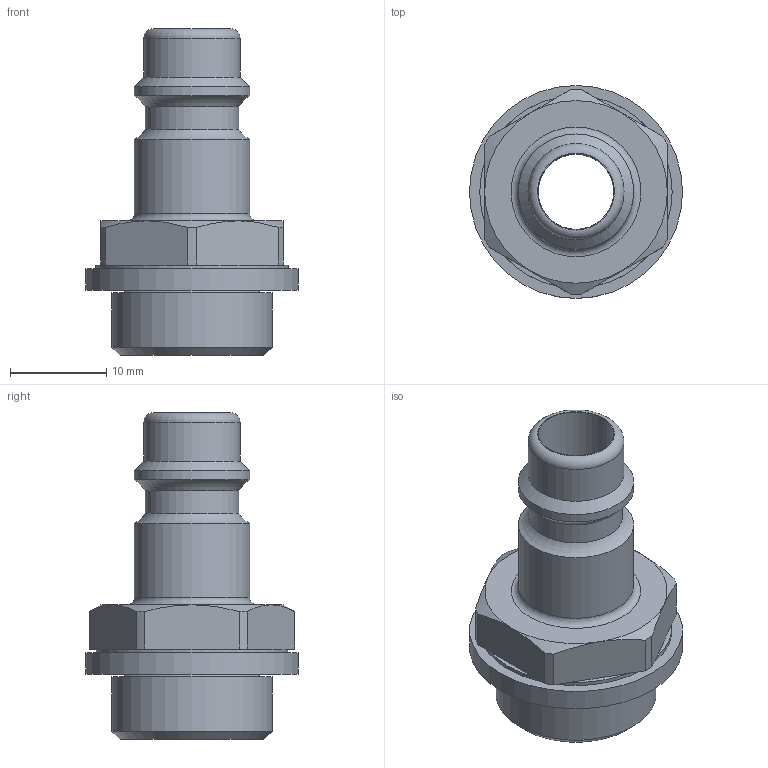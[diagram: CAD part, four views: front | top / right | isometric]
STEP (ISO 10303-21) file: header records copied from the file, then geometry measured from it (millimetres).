
FILE_DESCRIPTION(/* description */ ('STEP AP214'),/* implementation_level */ '2;1');
FILE_NAME(/* name */ '2155_KS4-3_8-A',/* time_stamp */ '2024-08-22T09:25:28+02:00',/* author */ ('License CC BY-ND 4.0'),/* organization */ ('CADENAS'),/* preprocessor_version */ 'ST-DEVELOPER v19.3',/* originating_system */ 'PARTsolutions',/* authorisation */ ' ');
FILE_SCHEMA (('AUTOMOTIVE_DESIGN {1 0 10303 214 3 1 1}'));
Length unit declared in the file: millimetre
Products named in the file (1): 2155 KS4-3/8-A
Bounding box: 22.15 x 22.15 x 34 mm (x, y, z)
Volume: 3694.3 mm3; surface area: 3320 mm2
Topology: 1 solids, 1 shells, 55 faces, 115 edges, 67 vertices
Faces by surface type: plane 25, cylinder 15, cone 10, torus 5
Full cylindrical faces by diameter (mm): 7.85 x1, 9.75 x1, 10 x1, 12 x2, 16.662 x1, 17.4 x1, 20 x1, 22.15 x1
Entity records: 1398 total; most frequent: CARTESIAN_POINT 254, DIRECTION 250, ORIENTED_EDGE 192, AXIS2_PLACEMENT_3D 110, EDGE_CURVE 96, EDGE_LOOP 80, FACE_BOUND 80, VERTEX_POINT 66
